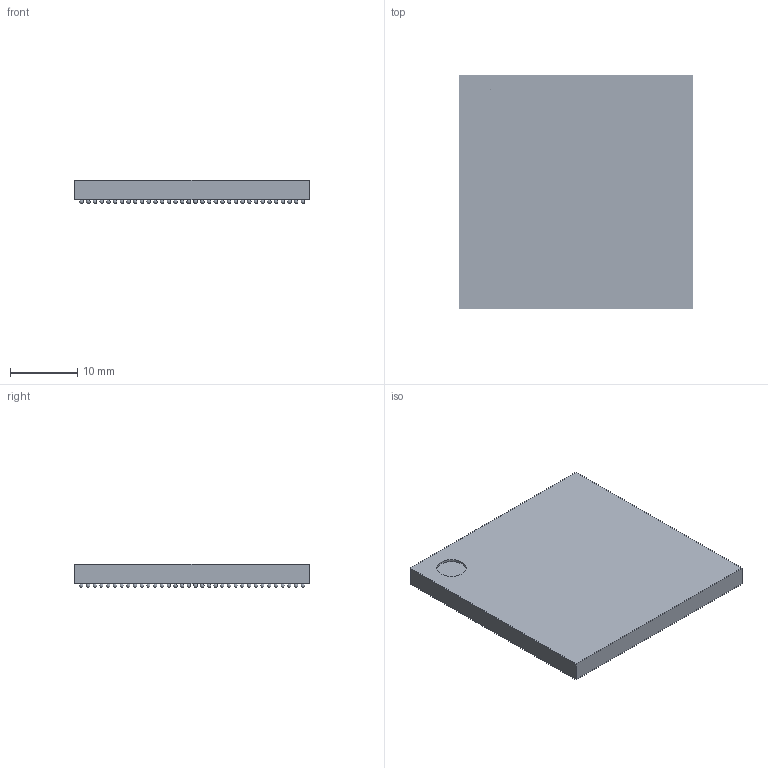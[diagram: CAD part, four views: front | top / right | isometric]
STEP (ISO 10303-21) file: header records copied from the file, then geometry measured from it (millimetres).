
FILE_DESCRIPTION(('FreeCAD Model'),'2;1');
FILE_NAME('7768959.1.1.stp','2024-01-06T06:24:30',( 'Author'),(''),'Open CASCADE STEP processor 6.9','FreeCAD','Unknown' );
FILE_SCHEMA(('AUTOMOTIVE_DESIGN { 1 0 10303 214 1 1 1 1 }'));
Length unit declared in the file: millimetre
Products named in the file (3): ASSEMBLY; Array; Body
Assembly tree (2 placements, depth 2):
  ASSEMBLY
    Array
    Body
Bounding box: 35 x 35 x 3.5 mm (x, y, z)
Volume: 3678 mm3; surface area: 4168.2 mm2
Topology: 1157 solids, 1157 shells, 1164 faces, 3483 edges, 2322 vertices
Faces by surface type: sphere 1156, plane 7, cylinder 1
Full cylindrical faces by diameter (mm): 4.375 x1
Entity records: 24731 total; most frequent: DIRECTION 2381, CARTESIAN_POINT 2378, AXIS2_PLACEMENT_3D 1169, VERTEX_POINT 1166, FACE_BOUND 1165, ADVANCED_FACE 1164, MANIFOLD_SOLID_BREP 1157, CLOSED_SHELL 1157
